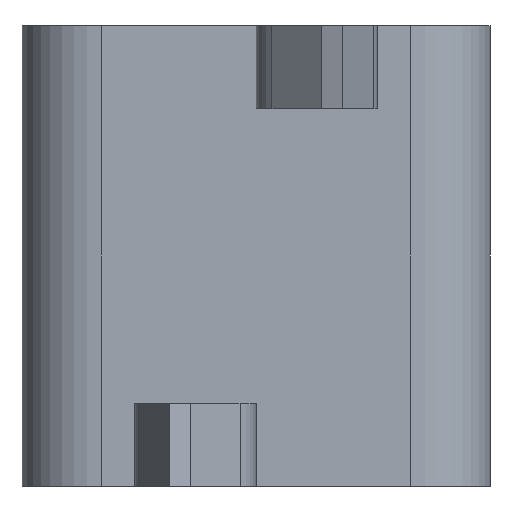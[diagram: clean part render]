
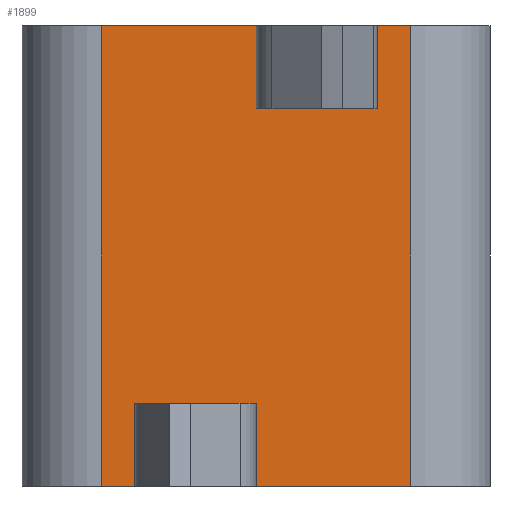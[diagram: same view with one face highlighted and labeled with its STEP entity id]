
A CAD part, front view. The second image highlights one B-rep face of the part: STEP entity #1899.
In plain terms, the highlighted planar face has unit normal (0, -1, 0).
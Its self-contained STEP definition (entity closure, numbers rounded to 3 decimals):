
#81 = EDGE_CURVE ( 'NONE', #169, #1812, #1354, .T. ) ;
#83 = EDGE_CURVE ( 'NONE', #1750, #338, #1360, .T. ) ;
#107 = EDGE_CURVE ( 'NONE', #169, #254, #1435, .T. ) ;
#114 = EDGE_CURVE ( 'NONE', #512, #197, #1452, .T. ) ;
#169 = VERTEX_POINT ( 'NONE', #988 ) ;
#197 = VERTEX_POINT ( 'NONE', #1000 ) ;
#254 = VERTEX_POINT ( 'NONE', #1013 ) ;
#317 = VERTEX_POINT ( 'NONE', #1030 ) ;
#338 = VERTEX_POINT ( 'NONE', #1023 ) ;
#343 = EDGE_LOOP ( 'NONE', ( #525, #526, #554, #555, #556, #551, #552, #553, #548, #549, #550, #545 ) ) ;
#354 = VERTEX_POINT ( 'NONE', #1045 ) ;
#512 = VERTEX_POINT ( 'NONE', #1085 ) ;
#525 = ORIENTED_EDGE ( 'NONE', *, *, #114, .T. ) ;
#526 = ORIENTED_EDGE ( 'NONE', *, *, #1533, .F. ) ;
#545 = ORIENTED_EDGE ( 'NONE', *, *, #1976, .F. ) ;
#548 = ORIENTED_EDGE ( 'NONE', *, *, #1939, .F. ) ;
#549 = ORIENTED_EDGE ( 'NONE', *, *, #83, .T. ) ;
#550 = ORIENTED_EDGE ( 'NONE', *, *, #1956, .T. ) ;
#551 = ORIENTED_EDGE ( 'NONE', *, *, #1954, .F. ) ;
#552 = ORIENTED_EDGE ( 'NONE', *, *, #1286, .T. ) ;
#553 = ORIENTED_EDGE ( 'NONE', *, *, #1955, .F. ) ;
#554 = ORIENTED_EDGE ( 'NONE', *, *, #107, .F. ) ;
#555 = ORIENTED_EDGE ( 'NONE', *, *, #81, .T. ) ;
#556 = ORIENTED_EDGE ( 'NONE', *, *, #1534, .T. ) ;
#592 = VECTOR ( 'NONE', #2093, 1000. ) ;
#630 = VECTOR ( 'NONE', #2090, 1000. ) ;
#988 = CARTESIAN_POINT ( 'NONE',  ( 0.3, -0.3, 3.05 ) ) ;
#1000 = CARTESIAN_POINT ( 'NONE',  ( 2.05, -0.3, -3.05 ) ) ;
#1013 = CARTESIAN_POINT ( 'NONE',  ( 2.05, -0.3, 3.05 ) ) ;
#1023 = CARTESIAN_POINT ( 'NONE',  ( -0.3, -0.3, -1.95 ) ) ;
#1030 = CARTESIAN_POINT ( 'NONE',  ( 0., -0.3, 3.05 ) ) ;
#1045 = CARTESIAN_POINT ( 'NONE',  ( 0., -0.3, -1.95 ) ) ;
#1085 = CARTESIAN_POINT ( 'NONE',  ( 0., -0.3, -3.05 ) ) ;
#1286 = EDGE_CURVE ( 'NONE', #317, #1755, #2071, .T. ) ;
#1354 = LINE ( 'NONE', #1356, #1858 ) ;
#1356 = CARTESIAN_POINT ( 'NONE',  ( 0.3, -0.3, 3.05 ) ) ;
#1357 = DIRECTION ( 'NONE',  ( 0., 0., -1. ) ) ;
#1360 = LINE ( 'NONE', #1361, #1850 ) ;
#1361 = CARTESIAN_POINT ( 'NONE',  ( -0.3, -0.3, -3.05 ) ) ;
#1362 = DIRECTION ( 'NONE',  ( 0., 0., 1. ) ) ;
#1435 = LINE ( 'NONE', #1436, #1872 ) ;
#1436 = CARTESIAN_POINT ( 'NONE',  ( 0., -0.3, 3.05 ) ) ;
#1437 = DIRECTION ( 'NONE',  ( 1., 0., 0. ) ) ;
#1450 = CARTESIAN_POINT ( 'NONE',  ( 0., -0.3, -3.05 ) ) ;
#1452 = LINE ( 'NONE', #1450, #2351 ) ;
#1456 = DIRECTION ( 'NONE',  ( 1., 0., 0. ) ) ;
#1533 = EDGE_CURVE ( 'NONE', #254, #197, #2088, .T. ) ;
#1534 = EDGE_CURVE ( 'NONE', #1812, #1832, #2091, .T. ) ;
#1676 = VERTEX_POINT ( 'NONE', #2117 ) ;
#1750 = VERTEX_POINT ( 'NONE', #2130 ) ;
#1755 = VERTEX_POINT ( 'NONE', #2125 ) ;
#1812 = VERTEX_POINT ( 'NONE', #2153 ) ;
#1832 = VERTEX_POINT ( 'NONE', #2149 ) ;
#1850 = VECTOR ( 'NONE', #1362, 1000. ) ;
#1858 = VECTOR ( 'NONE', #1357, 1000. ) ;
#1872 = VECTOR ( 'NONE', #1437, 1000. ) ;
#1884 = VECTOR ( 'NONE', #2075, 1000. ) ;
#1899 = ADVANCED_FACE ( 'NONE', ( #2194 ), #2187, .F. ) ;
#1939 = EDGE_CURVE ( 'NONE', #1750, #1676, #2626, .T. ) ;
#1954 = EDGE_CURVE ( 'NONE', #317, #1832, #2669, .T. ) ;
#1955 = EDGE_CURVE ( 'NONE', #1676, #1755, #2686, .T. ) ;
#1956 = EDGE_CURVE ( 'NONE', #338, #354, #2689, .T. ) ;
#1976 = EDGE_CURVE ( 'NONE', #512, #354, #2740, .T. ) ;
#2066 = CARTESIAN_POINT ( 'NONE',  ( 0., -0.3, 3.05 ) ) ;
#2071 = LINE ( 'NONE', #2066, #1884 ) ;
#2075 = DIRECTION ( 'NONE',  ( -1., 0., 0. ) ) ;
#2088 = LINE ( 'NONE', #2089, #630 ) ;
#2089 = CARTESIAN_POINT ( 'NONE',  ( 2.05, -0.3, 3.05 ) ) ;
#2090 = DIRECTION ( 'NONE',  ( 0., 0., -1. ) ) ;
#2091 = LINE ( 'NONE', #2092, #592 ) ;
#2092 = CARTESIAN_POINT ( 'NONE',  ( 10., -0.3, 1.95 ) ) ;
#2093 = DIRECTION ( 'NONE',  ( -1., 0., 0. ) ) ;
#2117 = CARTESIAN_POINT ( 'NONE',  ( -2.05, -0.3, -3.05 ) ) ;
#2125 = CARTESIAN_POINT ( 'NONE',  ( -2.05, -0.3, 3.05 ) ) ;
#2130 = CARTESIAN_POINT ( 'NONE',  ( -0.3, -0.3, -3.05 ) ) ;
#2149 = CARTESIAN_POINT ( 'NONE',  ( 0., -0.3, 1.95 ) ) ;
#2153 = CARTESIAN_POINT ( 'NONE',  ( 0.3, -0.3, 1.95 ) ) ;
#2187 = PLANE ( 'NONE',  #2400 ) ;
#2190 = CARTESIAN_POINT ( 'NONE',  ( 0., -0.3, 3.05 ) ) ;
#2194 = FACE_OUTER_BOUND ( 'NONE', #343, .T. ) ;
#2196 = DIRECTION ( 'NONE',  ( 0., 1., 0. ) ) ;
#2197 = DIRECTION ( 'NONE',  ( 0., 0., 1. ) ) ;
#2351 = VECTOR ( 'NONE', #1456, 1000. ) ;
#2400 = AXIS2_PLACEMENT_3D ( 'NONE', #2190, #2196, #2197 ) ;
#2434 = VECTOR ( 'NONE', #2640, 1000. ) ;
#2445 = VECTOR ( 'NONE', #2685, 1000. ) ;
#2456 = VECTOR ( 'NONE', #2688, 1000. ) ;
#2457 = VECTOR ( 'NONE', #2691, 1000. ) ;
#2482 = VECTOR ( 'NONE', #2751, 1000. ) ;
#2626 = LINE ( 'NONE', #2639, #2434 ) ;
#2639 = CARTESIAN_POINT ( 'NONE',  ( 0., -0.3, -3.05 ) ) ;
#2640 = DIRECTION ( 'NONE',  ( -1., 0., 0. ) ) ;
#2669 = LINE ( 'NONE', #2684, #2445 ) ;
#2684 = CARTESIAN_POINT ( 'NONE',  ( 0., -0.3, -1.95 ) ) ;
#2685 = DIRECTION ( 'NONE',  ( 0., 0., -1. ) ) ;
#2686 = LINE ( 'NONE', #2687, #2456 ) ;
#2687 = CARTESIAN_POINT ( 'NONE',  ( -2.05, -0.3, -3.05 ) ) ;
#2688 = DIRECTION ( 'NONE',  ( 0., 0., 1. ) ) ;
#2689 = LINE ( 'NONE', #2690, #2457 ) ;
#2690 = CARTESIAN_POINT ( 'NONE',  ( -10., -0.3, -1.95 ) ) ;
#2691 = DIRECTION ( 'NONE',  ( 1., 0., 0. ) ) ;
#2740 = LINE ( 'NONE', #2741, #2482 ) ;
#2741 = CARTESIAN_POINT ( 'NONE',  ( 0., -0.3, 1.95 ) ) ;
#2751 = DIRECTION ( 'NONE',  ( 0., 0., 1. ) ) ;
